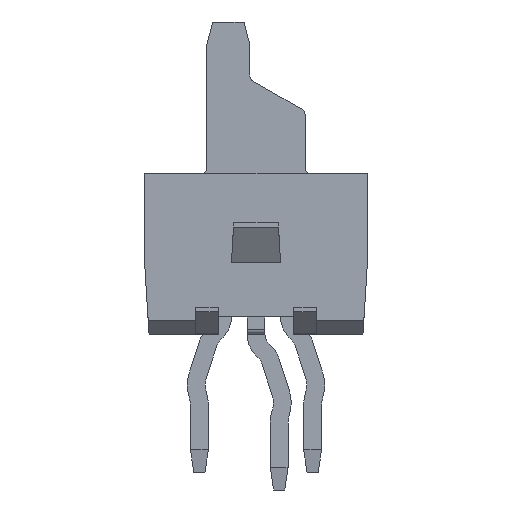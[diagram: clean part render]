
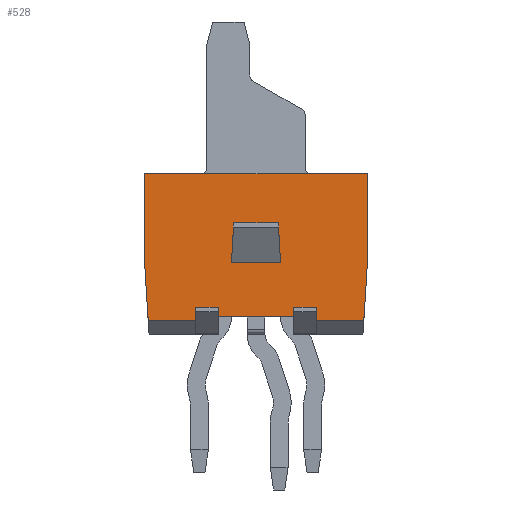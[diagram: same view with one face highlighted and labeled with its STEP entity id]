
A CAD part, left-side view. The second image highlights one B-rep face of the part: STEP entity #528.
In plain terms, the highlighted planar face has unit normal (-1, 0, 0).
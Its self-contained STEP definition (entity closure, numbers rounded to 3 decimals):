
#528 = ADVANCED_FACE( '', ( #1216, #1217 ), #1218, .F. );
#1216 = FACE_BOUND( '', #2116, .T. );
#1217 = FACE_OUTER_BOUND( '', #2117, .T. );
#1218 = PLANE( '', #2118 );
#2116 = EDGE_LOOP( '', ( #3741, #3742, #3743, #3744 ) );
#2117 = EDGE_LOOP( '', ( #3745, #3746, #3747, #3748, #3749, #3750, #3751, #3752, #3753, #3754, #3755, #3756, #3757, #3758 ) );
#2118 = AXIS2_PLACEMENT_3D( '', #3759, #3760, #3761 );
#3741 = ORIENTED_EDGE( '', *, *, #6065, .T. );
#3742 = ORIENTED_EDGE( '', *, *, #5799, .T. );
#3743 = ORIENTED_EDGE( '', *, *, #5684, .F. );
#3744 = ORIENTED_EDGE( '', *, *, #5778, .F. );
#3745 = ORIENTED_EDGE( '', *, *, #6066, .T. );
#3746 = ORIENTED_EDGE( '', *, *, #5579, .T. );
#3747 = ORIENTED_EDGE( '', *, *, #5986, .F. );
#3748 = ORIENTED_EDGE( '', *, *, #6067, .T. );
#3749 = ORIENTED_EDGE( '', *, *, #5921, .F. );
#3750 = ORIENTED_EDGE( '', *, *, #5999, .F. );
#3751 = ORIENTED_EDGE( '', *, *, #6042, .T. );
#3752 = ORIENTED_EDGE( '', *, *, #5534, .T. );
#3753 = ORIENTED_EDGE( '', *, *, #5555, .F. );
#3754 = ORIENTED_EDGE( '', *, *, #6068, .F. );
#3755 = ORIENTED_EDGE( '', *, *, #6069, .F. );
#3756 = ORIENTED_EDGE( '', *, *, #6070, .T. );
#3757 = ORIENTED_EDGE( '', *, *, #5833, .T. );
#3758 = ORIENTED_EDGE( '', *, *, #6071, .T. );
#3759 = CARTESIAN_POINT( '', ( -13.715, 2.5, 3.6 ) );
#3760 = DIRECTION( '', ( 1., 0., 0. ) );
#3761 = DIRECTION( '', ( 0., 0., -1. ) );
#5534 = EDGE_CURVE( '', #6721, #6722, #6723, .T. );
#5555 = EDGE_CURVE( '', #6759, #6722, #6761, .T. );
#5579 = EDGE_CURVE( '', #6802, #6799, #6803, .T. );
#5684 = EDGE_CURVE( '', #6982, #6977, #6984, .T. );
#5778 = EDGE_CURVE( '', #7140, #6982, #7142, .T. );
#5799 = EDGE_CURVE( '', #7177, #6977, #7178, .T. );
#5833 = EDGE_CURVE( '', #7232, #7230, #7233, .T. );
#5921 = EDGE_CURVE( '', #7376, #7378, #7379, .T. );
#5986 = EDGE_CURVE( '', #7484, #6799, #7487, .T. );
#5999 = EDGE_CURVE( '', #7504, #7376, #7506, .T. );
#6042 = EDGE_CURVE( '', #7504, #6721, #7575, .T. );
#6065 = EDGE_CURVE( '', #7140, #7177, #7612, .T. );
#6066 = EDGE_CURVE( '', #7613, #6802, #7614, .T. );
#6067 = EDGE_CURVE( '', #7484, #7378, #7615, .T. );
#6068 = EDGE_CURVE( '', #7616, #6759, #7617, .T. );
#6069 = EDGE_CURVE( '', #7618, #7616, #7619, .T. );
#6070 = EDGE_CURVE( '', #7618, #7232, #7620, .T. );
#6071 = EDGE_CURVE( '', #7230, #7613, #7621, .T. );
#6721 = VERTEX_POINT( '', #8688 );
#6722 = VERTEX_POINT( '', #8689 );
#6723 = LINE( '', #8690, #8691 );
#6759 = VERTEX_POINT( '', #8743 );
#6761 = LINE( '', #8746, #8747 );
#6799 = VERTEX_POINT( '', #8802 );
#6802 = VERTEX_POINT( '', #8806 );
#6803 = LINE( '', #8807, #8808 );
#6977 = VERTEX_POINT( '', #9062 );
#6982 = VERTEX_POINT( '', #9069 );
#6984 = LINE( '', #9072, #9073 );
#7140 = VERTEX_POINT( '', #9302 );
#7142 = LINE( '', #9305, #9306 );
#7177 = VERTEX_POINT( '', #9354 );
#7178 = LINE( '', #9355, #9356 );
#7230 = VERTEX_POINT( '', #9434 );
#7232 = VERTEX_POINT( '', #9437 );
#7233 = LINE( '', #9438, #9439 );
#7376 = VERTEX_POINT( '', #9652 );
#7378 = VERTEX_POINT( '', #9655 );
#7379 = LINE( '', #9656, #9657 );
#7484 = VERTEX_POINT( '', #9812 );
#7487 = LINE( '', #9816, #9817 );
#7504 = VERTEX_POINT( '', #9843 );
#7506 = LINE( '', #9846, #9847 );
#7575 = LINE( '', #9950, #9951 );
#7612 = LINE( '', #10005, #10006 );
#7613 = VERTEX_POINT( '', #10007 );
#7614 = LINE( '', #10008, #10009 );
#7615 = LINE( '', #10010, #10011 );
#7616 = VERTEX_POINT( '', #10012 );
#7617 = LINE( '', #10013, #10014 );
#7618 = VERTEX_POINT( '', #10015 );
#7619 = LINE( '', #10016, #10017 );
#7620 = LINE( '', #10018, #10019 );
#7621 = LINE( '', #10020, #10021 );
#8688 = CARTESIAN_POINT( '', ( -13.715, -1.35, 0.3 ) );
#8689 = CARTESIAN_POINT( '', ( -13.715, -2.419, 0.3 ) );
#8690 = CARTESIAN_POINT( '', ( -13.715, 2.5, 0.3 ) );
#8691 = VECTOR( '', #11061, 1000. );
#8743 = CARTESIAN_POINT( '', ( -13.715, -2.5, 1.6 ) );
#8746 = CARTESIAN_POINT( '', ( -13.715, -2.605, 3.281 ) );
#8747 = VECTOR( '', #11079, 1000. );
#8802 = CARTESIAN_POINT( '', ( -13.715, 0.85, 0.6 ) );
#8806 = CARTESIAN_POINT( '', ( -13.715, 1.35, 0.6 ) );
#8807 = CARTESIAN_POINT( '', ( -13.715, 1.35, 0.6 ) );
#8808 = VECTOR( '', #11098, 1000. );
#9062 = CARTESIAN_POINT( '', ( -13.715, 0.55, 1.6 ) );
#9069 = CARTESIAN_POINT( '', ( -13.715, 0.5, 2.5 ) );
#9072 = CARTESIAN_POINT( '', ( -13.715, 0.5, 2.5 ) );
#9073 = VECTOR( '', #11188, 1000. );
#9302 = CARTESIAN_POINT( '', ( -13.715, -0.5, 2.5 ) );
#9305 = CARTESIAN_POINT( '', ( -13.715, -0.55, 2.5 ) );
#9306 = VECTOR( '', #11269, 1000. );
#9354 = CARTESIAN_POINT( '', ( -13.715, -0.55, 1.6 ) );
#9355 = CARTESIAN_POINT( '', ( -13.715, -0.55, 1.6 ) );
#9356 = VECTOR( '', #11289, 1000. );
#9434 = CARTESIAN_POINT( '', ( -13.715, 2.419, 0.3 ) );
#9437 = CARTESIAN_POINT( '', ( -13.715, 2.5, 1.6 ) );
#9438 = CARTESIAN_POINT( '', ( -13.715, 2.625, 3.592 ) );
#9439 = VECTOR( '', #11317, 1000. );
#9652 = CARTESIAN_POINT( '', ( -13.715, -0.85, 0.6 ) );
#9655 = CARTESIAN_POINT( '', ( -13.715, -0.85, 0.4 ) );
#9656 = CARTESIAN_POINT( '', ( -13.715, -0.85, 0.6 ) );
#9657 = VECTOR( '', #11389, 1000. );
#9812 = CARTESIAN_POINT( '', ( -13.715, 0.85, 0.4 ) );
#9816 = CARTESIAN_POINT( '', ( -13.715, 0.85, 0.3 ) );
#9817 = VECTOR( '', #11441, 1000. );
#9843 = CARTESIAN_POINT( '', ( -13.715, -1.35, 0.6 ) );
#9846 = CARTESIAN_POINT( '', ( -13.715, -1.35, 0.6 ) );
#9847 = VECTOR( '', #11452, 1000. );
#9950 = CARTESIAN_POINT( '', ( -13.715, -1.35, 0.6 ) );
#9951 = VECTOR( '', #11487, 1000. );
#10005 = CARTESIAN_POINT( '', ( -13.715, -0.5, 2.5 ) );
#10006 = VECTOR( '', #11505, 1000. );
#10007 = CARTESIAN_POINT( '', ( -13.715, 1.35, 0.3 ) );
#10008 = CARTESIAN_POINT( '', ( -13.715, 1.35, 0.3 ) );
#10009 = VECTOR( '', #11506, 1000. );
#10010 = CARTESIAN_POINT( '', ( -13.715, 2.5, 0.4 ) );
#10011 = VECTOR( '', #11507, 1000. );
#10012 = CARTESIAN_POINT( '', ( -13.715, -2.5, 3.6 ) );
#10013 = CARTESIAN_POINT( '', ( -13.715, -2.5, 3.6 ) );
#10014 = VECTOR( '', #11508, 1000. );
#10015 = CARTESIAN_POINT( '', ( -13.715, 2.5, 3.6 ) );
#10016 = CARTESIAN_POINT( '', ( -13.715, 2.5, 3.6 ) );
#10017 = VECTOR( '', #11509, 1000. );
#10018 = CARTESIAN_POINT( '', ( -13.715, 2.5, 3.6 ) );
#10019 = VECTOR( '', #11510, 1000. );
#10020 = CARTESIAN_POINT( '', ( -13.715, 2.5, 0.3 ) );
#10021 = VECTOR( '', #11511, 1000. );
#11061 = DIRECTION( '', ( 0., -1., 0. ) );
#11079 = DIRECTION( '', ( 0., 0.062, -0.998 ) );
#11098 = DIRECTION( '', ( 0., -1., 0. ) );
#11188 = DIRECTION( '', ( 0., 0.055, -0.998 ) );
#11269 = DIRECTION( '', ( 0., 1., 0. ) );
#11289 = DIRECTION( '', ( 0., 1., 0. ) );
#11317 = DIRECTION( '', ( 0., -0.062, -0.998 ) );
#11389 = DIRECTION( '', ( 0., 0., -1. ) );
#11441 = DIRECTION( '', ( 0., 0., 1. ) );
#11452 = DIRECTION( '', ( 0., 1., 0. ) );
#11487 = DIRECTION( '', ( 0., 0., -1. ) );
#11505 = DIRECTION( '', ( 0., -0.055, -0.998 ) );
#11506 = DIRECTION( '', ( 0., 0., 1. ) );
#11507 = DIRECTION( '', ( 0., -1., 0. ) );
#11508 = DIRECTION( '', ( 0., 0., -1. ) );
#11509 = DIRECTION( '', ( 0., -1., 0. ) );
#11510 = DIRECTION( '', ( 0., 0., -1. ) );
#11511 = DIRECTION( '', ( 0., -1., 0. ) );
